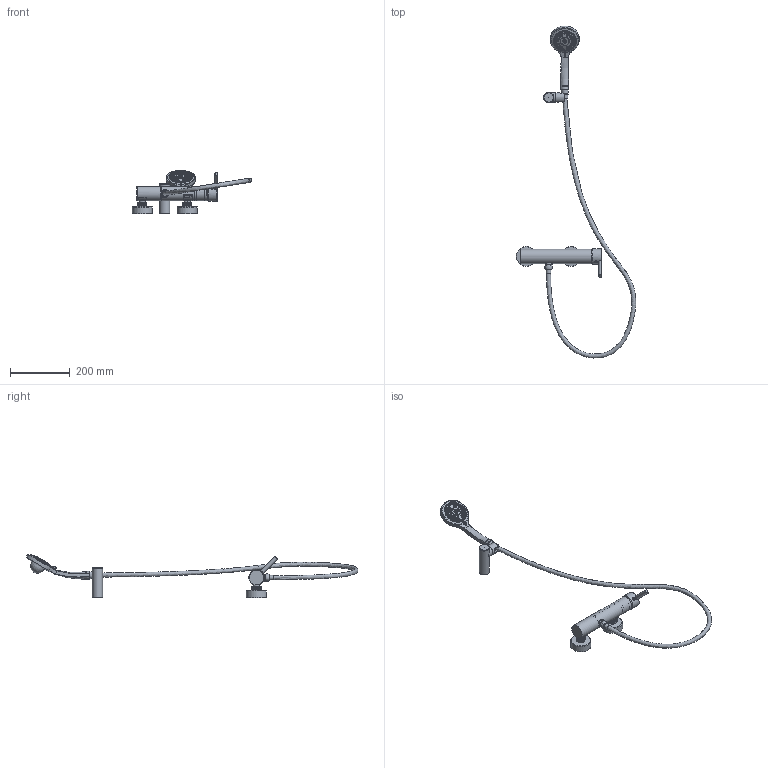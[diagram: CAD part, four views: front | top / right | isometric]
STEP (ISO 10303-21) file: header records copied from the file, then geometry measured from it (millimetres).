
FILE_DESCRIPTION (( 'STEP AP203' ), '1' );
FILE_NAME ('33-P57847.STEP', '2021-03-22T11:23:35', ( '' ), ( '' ), 'SwSTEP 2.0', 'SolidWorks 2018', '' );
FILE_SCHEMA (( 'CONFIG_CONTROL_DESIGN' ));
Length unit declared in the file: millimetre
Products named in the file (1): 33-P57847
Bounding box: 400.79 x 1113.66 x 145.15 mm (x, y, z)
Volume: 655003.9 mm3; surface area: 278933.7 mm2
Topology: 14 solids, 14 shells, 613 faces, 1342 edges, 883 vertices
Faces by surface type: plane 236, cylinder 191, torus 91, cone 51, bspline 40, sphere 4
Full cylindrical faces by diameter (mm): 2 x9, 4 x69, 5.5 x2, 6.8 x1, 8 x2, 8.8 x1, 9.5 x1, 14 x1, 15 x2, 16 x2, 16.4 x2, 17 x1, 17.8 x1, 18 x2, 18.3 x2, 18.4 x1, 18.8 x2, 19 x1, 19.5 x2, 20 x1, 20.5 x2, 20.65 x2, 20.8 x1, 21 x2, 21.5 x1, 21.9 x2, 24 x3, 24.088 x2, 24.5 x10, 25 x1
Entity records: 27047 total; most frequent: CARTESIAN_POINT 15883, DIRECTION 2190, ORIENTED_EDGE 1844, EDGE_LOOP 1033, AXIS2_PLACEMENT_3D 994, EDGE_CURVE 922, FACE_OUTER_BOUND 835, VERTEX_POINT 753
